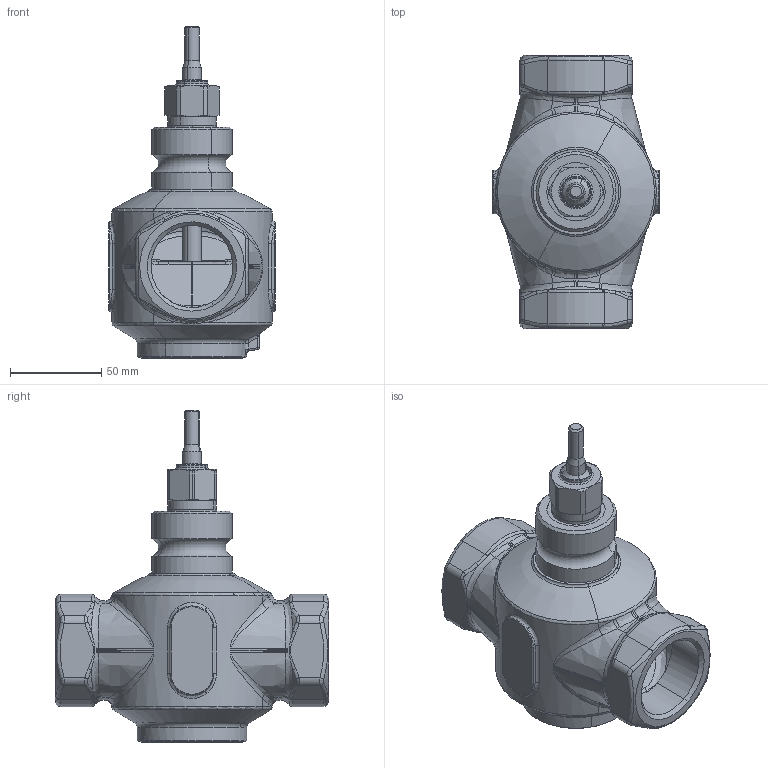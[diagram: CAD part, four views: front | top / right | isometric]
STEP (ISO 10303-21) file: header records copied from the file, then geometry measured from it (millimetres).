
FILE_DESCRIPTION(('CATIA V5 STEP'),'2;1');
FILE_NAME('VLA131 DN40.stp','2014-05-23T11:08:36+00:00',('none'),('none'),'CATIA Version 5 Release 20 SP 6 (IN-10)','CATIA V5 STEP AP203','none');
FILE_SCHEMA(('CONFIG_CONTROL_DESIGN'));
Products named in the file (2): Product1; 954-1367s1
Assembly tree (11 placements, depth 3):
  Product1
    #58
    954-1367s1
      #40473
      #42942  x2
      #43065  x2
      #43441
      #43610
    #43792
    #44359
Bounding box: 91.4 x 150 x 182.23 mm (x, y, z)
Volume: 324088.3 mm3; surface area: 112972.2 mm2
Topology: 10 solids, 10 shells, 851 faces, 1952 edges, 1119 vertices
Faces by surface type: bspline 336, cylinder 187, plane 113, torus 103, cone 98, sphere 8, revolution 6
Entity records: 45527 total; most frequent: CARTESIAN_POINT 30618, ORIENTED_EDGE 3806, EDGE_CURVE 1903, DIRECTION 1559, VERTEX_POINT 1099, B_SPLINE_CURVE_WITH_KNOTS 1060, AXIS2_PLACEMENT_3D 884, EDGE_LOOP 860
